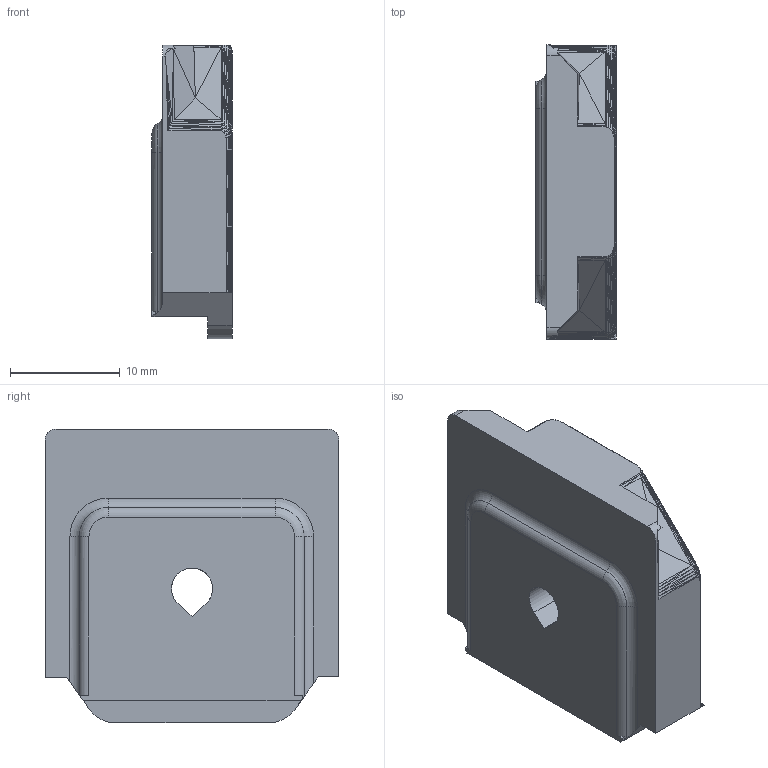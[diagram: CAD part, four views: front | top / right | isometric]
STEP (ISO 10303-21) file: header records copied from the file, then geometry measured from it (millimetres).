
FILE_DESCRIPTION(/* description */ (''),/* implementation_level */ '2;1');
FILE_NAME(/* name */ 'WoodWorker - Tensoiner knob lock spacer for camera mount -optional piece.step',/* time_stamp */ '2025-05-23T08:02:25-04:00',/* author */ (''),/* organization */ (''),/* preprocessor_version */ 'ST-DEVELOPER v20.1',/* originating_system */ 'Autodesk Translation Framework v14.10.0.0',/* authorisation */ '');
FILE_SCHEMA (('AUTOMOTIVE_DESIGN { 1 0 10303 214 3 1 1 }'));
Length unit declared in the file: millimetre
Products named in the file (1): Tensioner side hanger Tensioner cover
Bounding box: 7.3 x 26.79 x 26.8 mm (x, y, z)
Volume: 4039.8 mm3; surface area: 2109.8 mm2
Topology: 1 solids, 1 shells, 778 faces, 1350 edges, 574 vertices
Faces by surface type: plane 762, cylinder 12, torus 4
Entity records: 16956 total; most frequent: DIRECTION 2976, CARTESIAN_POINT 2703, ORIENTED_EDGE 2700, EDGE_CURVE 1350, LINE 1282, VECTOR 1282, AXIS2_PLACEMENT_3D 847, EDGE_LOOP 780
